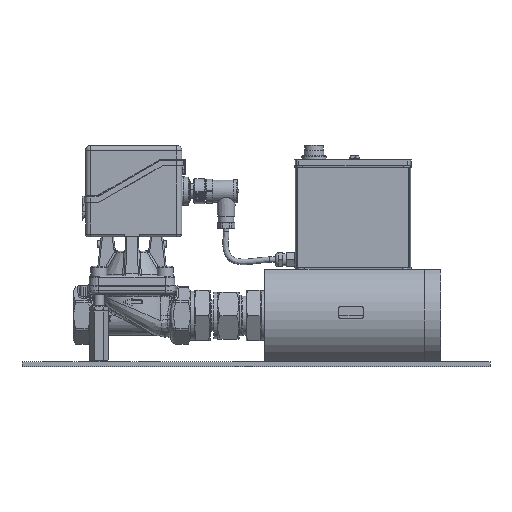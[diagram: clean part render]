
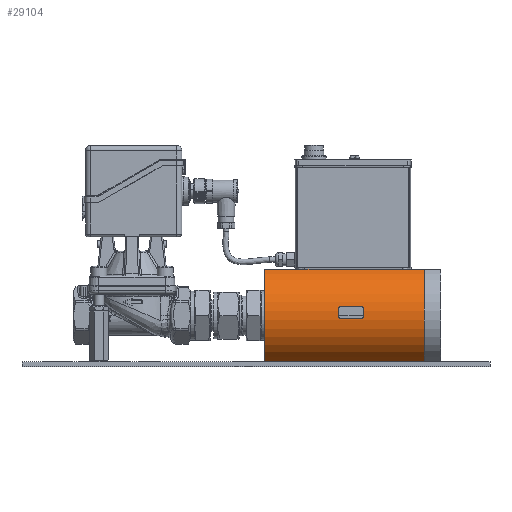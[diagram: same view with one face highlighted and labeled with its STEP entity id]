
A CAD part, front view. The second image highlights one B-rep face of the part: STEP entity #29104.
In plain terms, the highlighted cylindrical face has radius 41.5 mm (diameter 83 mm), a partial arc.
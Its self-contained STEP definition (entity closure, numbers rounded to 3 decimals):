
#1630=FACE_BOUND('',#5977,.T.);
#1842=CYLINDRICAL_SURFACE('',#31269,41.5);
#2574=CIRCLE('',#31270,41.5);
#2575=CIRCLE('',#31271,41.5);
#4157=FACE_OUTER_BOUND('',#5976,.T.);
#5976=EDGE_LOOP('',(#20034,#20035,#20036,#20037));
#5977=EDGE_LOOP('',(#20038,#20039));
#7805=LINE('',#43958,#9593);
#7971=LINE('',#44453,#9759);
#7972=LINE('',#44457,#9760);
#9593=VECTOR('',#35069,10.);
#9759=VECTOR('',#35585,10.);
#9760=VECTOR('',#35588,10.);
#11574=VERTEX_POINT('',#43951);
#11577=VERTEX_POINT('',#43956);
#11730=VERTEX_POINT('',#44450);
#11731=VERTEX_POINT('',#44452);
#11732=VERTEX_POINT('',#44455);
#11733=VERTEX_POINT('',#44456);
#14527=EDGE_CURVE('',#11577,#11574,#7805,.T.);
#14774=EDGE_CURVE('',#11577,#11730,#2574,.T.);
#14775=EDGE_CURVE('',#11731,#11730,#7971,.T.);
#14776=EDGE_CURVE('',#11731,#11574,#2575,.T.);
#14777=EDGE_CURVE('',#11732,#11733,#7972,.T.);
#20034=ORIENTED_EDGE('',*,*,#14774,.T.);
#20035=ORIENTED_EDGE('',*,*,#14775,.F.);
#20036=ORIENTED_EDGE('',*,*,#14776,.T.);
#20037=ORIENTED_EDGE('',*,*,#14527,.F.);
#20038=ORIENTED_EDGE('',*,*,#14777,.T.);
#20039=ORIENTED_EDGE('',*,*,#14777,.F.);
#29104=ADVANCED_FACE('',(#4157,#1630),#1842,.T.);
#31269=AXIS2_PLACEMENT_3D('',#44449,#35581,#35582);
#31270=AXIS2_PLACEMENT_3D('',#44451,#35583,#35584);
#31271=AXIS2_PLACEMENT_3D('',#44454,#35586,#35587);
#35069=DIRECTION('',(-1.,0.,0.));
#35581=DIRECTION('center_axis',(1.,0.,0.));
#35582=DIRECTION('ref_axis',(0.,-1.,0.));
#35583=DIRECTION('center_axis',(-1.,0.,0.));
#35584=DIRECTION('ref_axis',(0.,1.,0.));
#35585=DIRECTION('',(1.,0.,0.));
#35586=DIRECTION('center_axis',(1.,0.,0.));
#35587=DIRECTION('ref_axis',(0.,1.,0.));
#35588=DIRECTION('',(1.,0.,0.));
#43951=CARTESIAN_POINT('',(197.2,21.224,-241.725));
#43956=CARTESIAN_POINT('',(326.7,21.224,-241.725));
#43958=CARTESIAN_POINT('',(197.2,21.224,-241.725));
#44449=CARTESIAN_POINT('Origin',(197.2,39.,-204.225));
#44450=CARTESIAN_POINT('',(326.7,21.224,-166.725));
#44451=CARTESIAN_POINT('Origin',(326.7,39.,-204.225));
#44452=CARTESIAN_POINT('',(197.2,21.224,-166.725));
#44453=CARTESIAN_POINT('',(197.2,21.224,-166.725));
#44454=CARTESIAN_POINT('Origin',(197.2,39.,-204.225));
#44455=CARTESIAN_POINT('',(257.2,-2.5,-204.225));
#44456=CARTESIAN_POINT('',(277.2,-2.5,-204.225));
#44457=CARTESIAN_POINT('',(197.2,-2.5,-204.225));
